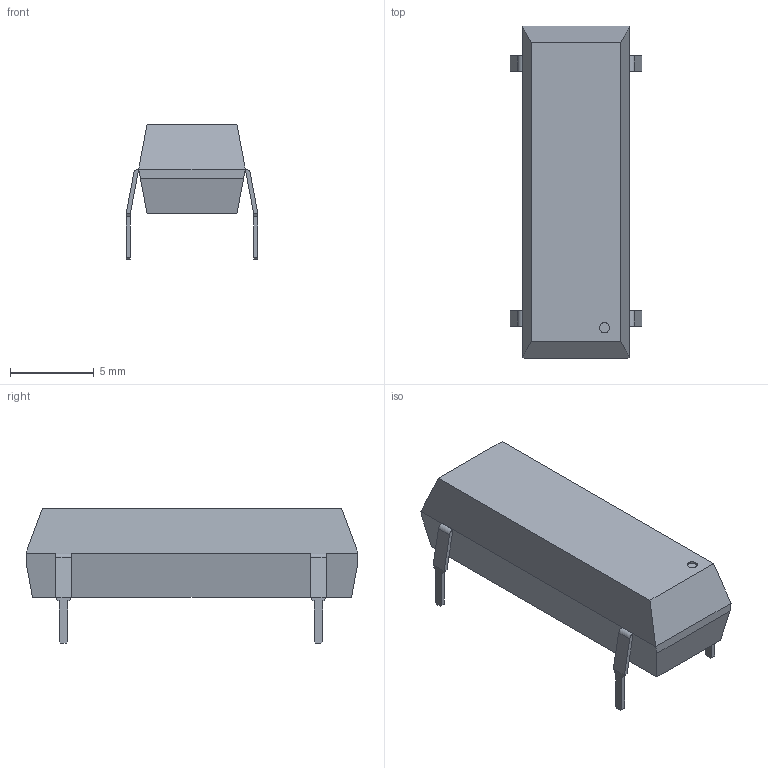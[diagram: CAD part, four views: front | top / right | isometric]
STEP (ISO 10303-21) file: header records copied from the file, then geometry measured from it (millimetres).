
FILE_DESCRIPTION(('FreeCAD Model'),'2;1');
FILE_NAME('SG51.stp', '2014-10-20T18:42:21',('FreeCAD'),('FreeCAD'), 'Open CASCADE STEP processor 6.6','FreeCAD','Unknown');
FILE_SCHEMA(('AUTOMOTIVE_DESIGN_CC2 { 1 2 10303 214 -1 1 5 4 }'));
Length unit declared in the file: millimetre
Products named in the file (2): Pocket; Fusion001
Bounding box: 7.86 x 19.8 x 8.04 mm (x, y, z)
Volume: 599.3 mm3; surface area: 512.3 mm2
Topology: 5 solids, 5 shells, 90 faces, 217 edges, 138 vertices
Faces by surface type: plane 85, cylinder 5
Full cylindrical faces by diameter (mm): 0.6 x1
Entity records: 5420 total; most frequent: CARTESIAN_POINT 938, DIRECTION 810, LINE 603, VECTOR 603, ORIENTED_EDGE 434, PCURVE 434, DEFINITIONAL_REPRESENTATION 434, EDGE_CURVE 217
